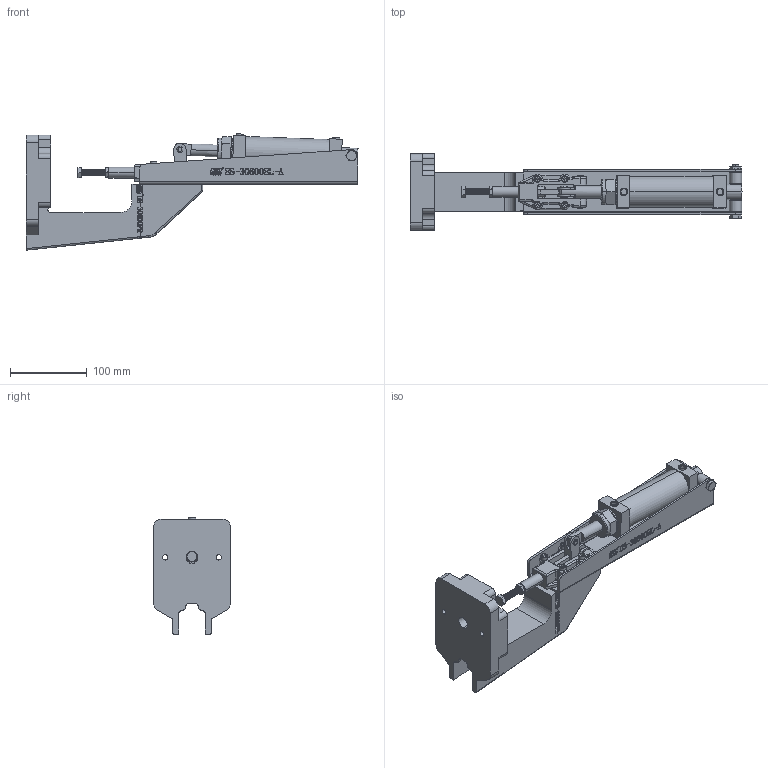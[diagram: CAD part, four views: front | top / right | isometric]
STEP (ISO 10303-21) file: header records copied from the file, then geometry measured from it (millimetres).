
FILE_DESCRIPTION (( 'STEP AP203' ), '1' );
FILE_NAME ('HS-30600PR-A .STEP', '2019-10-11T05:50:13', ( '微软用户' ), ( '微软中国' ), 'SwSTEP 2.0', 'SolidWorks 2012', '' );
FILE_SCHEMA (( 'CONFIG_CONTROL_DESIGN' ));
Length unit declared in the file: millimetre
Products named in the file (19): HS-30600PR-A ; hexagon thin nut (grades a and b) as_AS 1112.4 AB- M8-N; hex bolt gradec_as_AS 1111.1 - M8 x 65 x 65-WS; hexagon socket head cap screw_as_AS 1420 - M5 x 45-S; 盓殤菁釱; HS-30600HL-A 蚾饜极; 种杶; 蹟譫; hex thin nuts-grades ab-chamfered gb_GB_FASTENER_NUT_STNAB M8-N; hexagon head bolts-full thread gb_GB_FASTENER_BOLT_STBAB A M8X65-N; 种2; 种1; 蟀裝2; 蚐詰; 挴裝; 蟀裝; 活塞杆; 菁釱; 菁殤
Assembly tree (23 placements, depth 3):
  HS-30600PR-A 
    HS-30600HL-A 蚾饜极
      菁殤
      菁釱
      活塞杆
      蟀裝
      挴裝
      蚐詰
      蟀裝2
      种1  x2
      种2
      hexagon head bolts-full thread gb_GB_FASTENER_BOLT_STBAB A M8X65-N
      hex thin nuts-grades ab-chamfered gb_GB_FASTENER_NUT_STNAB M8-N
      蹟譫
      种杶  x2
    盓殤菁釱
    hexagon socket head cap screw_as_AS 1420 - M5 x 45-S  x4
    hex bolt gradec_as_AS 1111.1 - M8 x 65 x 65-WS
    hexagon thin nut (grades a and b) as_AS 1112.4 AB- M8-N
Bounding box: 432.4 x 100 x 151.53 mm (x, y, z)
Volume: 1006734.2 mm3; surface area: 251404.1 mm2
Topology: 22 solids, 22 shells, 2417 faces, 5914 edges, 3624 vertices
Faces by surface type: cone 699, plane 695, cylinder 629, bspline 378, torus 16
Entity records: 74317 total; most frequent: CARTESIAN_POINT 28947, ORIENTED_EDGE 9496, DIRECTION 8203, EDGE_CURVE 4748, VERTEX_POINT 3027, AXIS2_PLACEMENT_3D 2812, LINE 2579, VECTOR 2579
